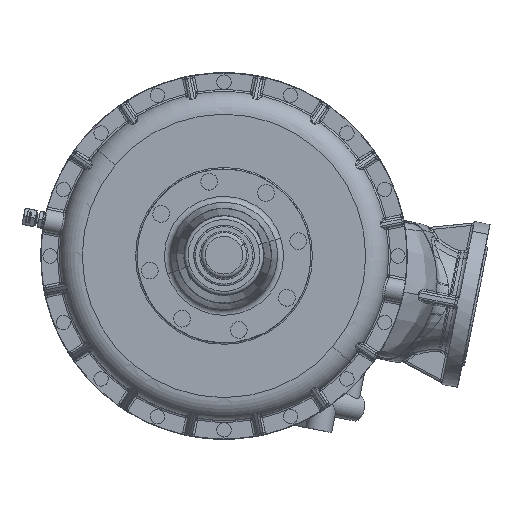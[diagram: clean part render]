
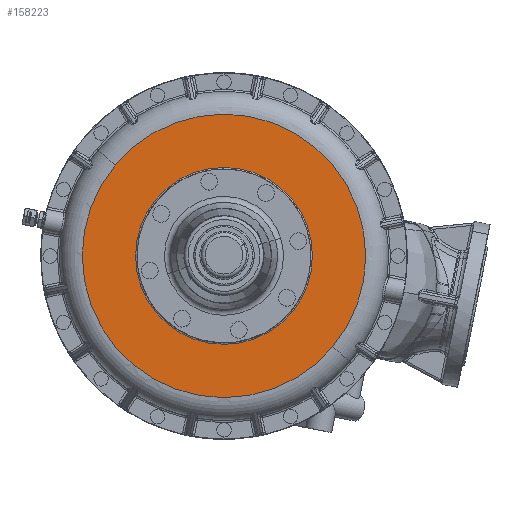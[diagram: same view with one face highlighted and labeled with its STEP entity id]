
A CAD part, top view. The second image highlights one B-rep face of the part: STEP entity #158223.
In plain terms, the highlighted planar face has unit normal (0, 0, 1).
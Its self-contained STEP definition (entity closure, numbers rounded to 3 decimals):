
#144112=CARTESIAN_POINT('Vertex',(164.547,-89.892,368.)) ;
#144115=CARTESIAN_POINT('Axis2P3D Location',(0.,0.,368.)) ;
#144119=CARTESIAN_POINT('Vertex',(-164.547,89.892,368.)) ;
#146534=CARTESIAN_POINT('Axis2P3D Location',(0.,0.,368.)) ;
#153641=CARTESIAN_POINT('Axis2P3D Location',(0.,0.,368.)) ;
#153645=CARTESIAN_POINT('Vertex',(102.677,-56.093,368.)) ;
#153647=CARTESIAN_POINT('Vertex',(-102.677,56.093,368.)) ;
#153681=CARTESIAN_POINT('Axis2P3D Location',(0.,0.,368.)) ;
#158210=CARTESIAN_POINT('Axis2P3D Location',(187.5,0.,368.)) ;
#144116=DIRECTION('Axis2P3D Direction',(0.,0.,1.)) ;
#146535=DIRECTION('Axis2P3D Direction',(0.,0.,1.)) ;
#153642=DIRECTION('Axis2P3D Direction',(0.,0.,1.)) ;
#153682=DIRECTION('Axis2P3D Direction',(0.,0.,1.)) ;
#158211=DIRECTION('Axis2P3D Direction',(0.,0.,-1.)) ;
#158212=DIRECTION('Axis2P3D XDirection',(1.,0.,0.)) ;
#144117=AXIS2_PLACEMENT_3D('Circle Axis2P3D',#144115,#144116,$) ;
#146536=AXIS2_PLACEMENT_3D('Circle Axis2P3D',#146534,#146535,$) ;
#153643=AXIS2_PLACEMENT_3D('Circle Axis2P3D',#153641,#153642,$) ;
#153683=AXIS2_PLACEMENT_3D('Circle Axis2P3D',#153681,#153682,$) ;
#158213=AXIS2_PLACEMENT_3D('Plane Axis2P3D',#158210,#158211,#158212) ;
#158216=ORIENTED_EDGE('',*,*,#144121,.F.) ;
#158217=ORIENTED_EDGE('',*,*,#146538,.F.) ;
#158220=ORIENTED_EDGE('',*,*,#153649,.T.) ;
#158221=ORIENTED_EDGE('',*,*,#153685,.T.) ;
#158222=FACE_BOUND('',#158219,.T.) ;
#158223=ADVANCED_FACE('Brep With Voids',(#158218,#158222),#158214,.F.) ;
#144118=CIRCLE('generated circle',#144117,187.5) ;
#146537=CIRCLE('generated circle',#146536,187.5) ;
#153644=CIRCLE('generated circle',#153643,117.) ;
#153684=CIRCLE('generated circle',#153683,117.) ;
#144121=EDGE_CURVE('',#144113,#144120,#144118,.F.) ;
#146538=EDGE_CURVE('',#144120,#144113,#146537,.F.) ;
#153649=EDGE_CURVE('',#153646,#153648,#153644,.F.) ;
#153685=EDGE_CURVE('',#153648,#153646,#153684,.F.) ;
#158215=EDGE_LOOP('',(#158216,#158217)) ;
#158219=EDGE_LOOP('',(#158220,#158221)) ;
#158218=FACE_OUTER_BOUND('',#158215,.T.) ;
#158214=PLANE('Plane',#158213) ;
#144113=VERTEX_POINT('',#144112) ;
#144120=VERTEX_POINT('',#144119) ;
#153646=VERTEX_POINT('',#153645) ;
#153648=VERTEX_POINT('',#153647) ;
